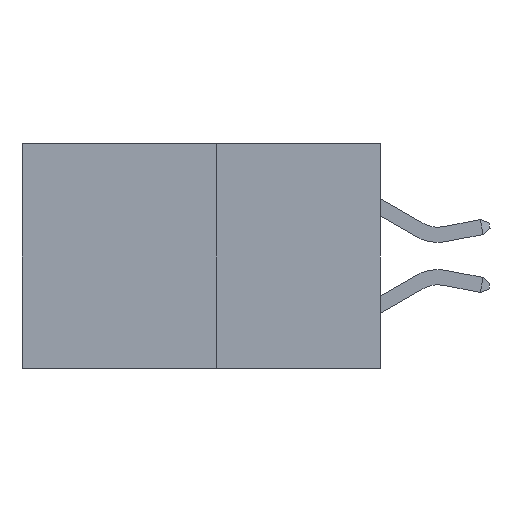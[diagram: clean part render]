
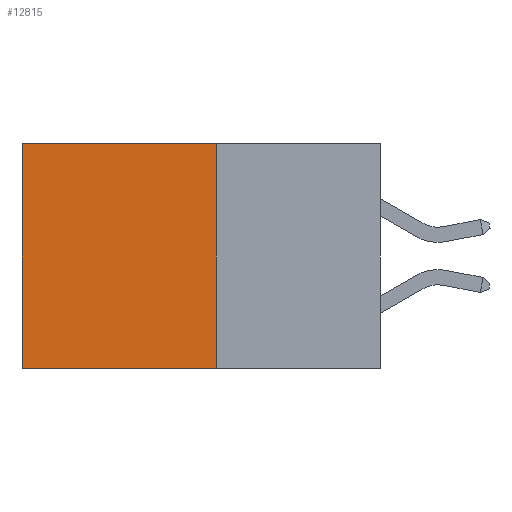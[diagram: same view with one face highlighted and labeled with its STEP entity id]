
A CAD part, left-side view. The second image highlights one B-rep face of the part: STEP entity #12815.
In plain terms, the highlighted planar face has unit normal (-1, 0, 0).
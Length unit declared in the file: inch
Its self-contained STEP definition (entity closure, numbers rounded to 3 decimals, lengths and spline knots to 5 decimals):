
#207 = DIRECTION ( 'NONE',  ( 0., 0., -1. ) ) ;
#746 = VECTOR ( 'NONE', #16628, 39.37008 ) ;
#840 = ORIENTED_EDGE ( 'NONE', *, *, #1064, .F. ) ;
#893 = DIRECTION ( 'NONE',  ( 0., 1., 0. ) ) ;
#1064 = EDGE_CURVE ( 'NONE', #2375, #1847, #16662, .T. ) ;
#1847 = VERTEX_POINT ( 'NONE', #3036 ) ;
#2375 = VERTEX_POINT ( 'NONE', #6160 ) ;
#3036 = CARTESIAN_POINT ( 'NONE',  ( 0.277, 0.27, -0.37 ) ) ;
#3059 = VECTOR ( 'NONE', #207, 39.37008 ) ;
#3466 = LINE ( 'NONE', #19570, #16541 ) ;
#3507 = EDGE_CURVE ( 'NONE', #1847, #11991, #9297, .T. ) ;
#3526 = CARTESIAN_POINT ( 'NONE',  ( 0.277, 0.27, -0.37 ) ) ;
#4789 = CARTESIAN_POINT ( 'NONE',  ( 0.277, 0.59, -0.37 ) ) ;
#5347 = CARTESIAN_POINT ( 'NONE',  ( 0.277, 0.27, -0.37 ) ) ;
#5712 = FACE_OUTER_BOUND ( 'NONE', #11424, .T. ) ;
#6097 = VECTOR ( 'NONE', #8830, 39.37008 ) ;
#6160 = CARTESIAN_POINT ( 'NONE',  ( 0.277, 0.27, 0. ) ) ;
#7097 = CARTESIAN_POINT ( 'NONE',  ( 0.277, 0.27, -0.37 ) ) ;
#8830 = DIRECTION ( 'NONE',  ( 0., 0., -1. ) ) ;
#8839 = DIRECTION ( 'NONE',  ( 0., 0., -1. ) ) ;
#9297 = LINE ( 'NONE', #3526, #746 ) ;
#9552 = CARTESIAN_POINT ( 'NONE',  ( 0.277, 0.59, 0. ) ) ;
#9638 = EDGE_CURVE ( 'NONE', #11845, #11991, #10671, .T. ) ;
#10671 = LINE ( 'NONE', #20676, #6097 ) ;
#11424 = EDGE_LOOP ( 'NONE', ( #16286, #14395, #840, #19036 ) ) ;
#11845 = VERTEX_POINT ( 'NONE', #9552 ) ;
#11991 = VERTEX_POINT ( 'NONE', #4789 ) ;
#12815 = ADVANCED_FACE ( 'NONE', ( #5712 ), #18863, .F. ) ;
#14395 = ORIENTED_EDGE ( 'NONE', *, *, #3507, .F. ) ;
#14859 = EDGE_CURVE ( 'NONE', #2375, #11845, #3466, .T. ) ;
#16286 = ORIENTED_EDGE ( 'NONE', *, *, #9638, .T. ) ;
#16541 = VECTOR ( 'NONE', #893, 39.37008 ) ;
#16628 = DIRECTION ( 'NONE',  ( 0., 1., 0. ) ) ;
#16662 = LINE ( 'NONE', #5347, #3059 ) ;
#18863 = PLANE ( 'NONE',  #19297 ) ;
#19009 = DIRECTION ( 'NONE',  ( 1., 0., 0. ) ) ;
#19036 = ORIENTED_EDGE ( 'NONE', *, *, #14859, .T. ) ;
#19297 = AXIS2_PLACEMENT_3D ( 'NONE', #7097, #19009, #8839 ) ;
#19570 = CARTESIAN_POINT ( 'NONE',  ( 0.277, 0.27, 0. ) ) ;
#20676 = CARTESIAN_POINT ( 'NONE',  ( 0.277, 0.59, -0.37 ) ) ;
